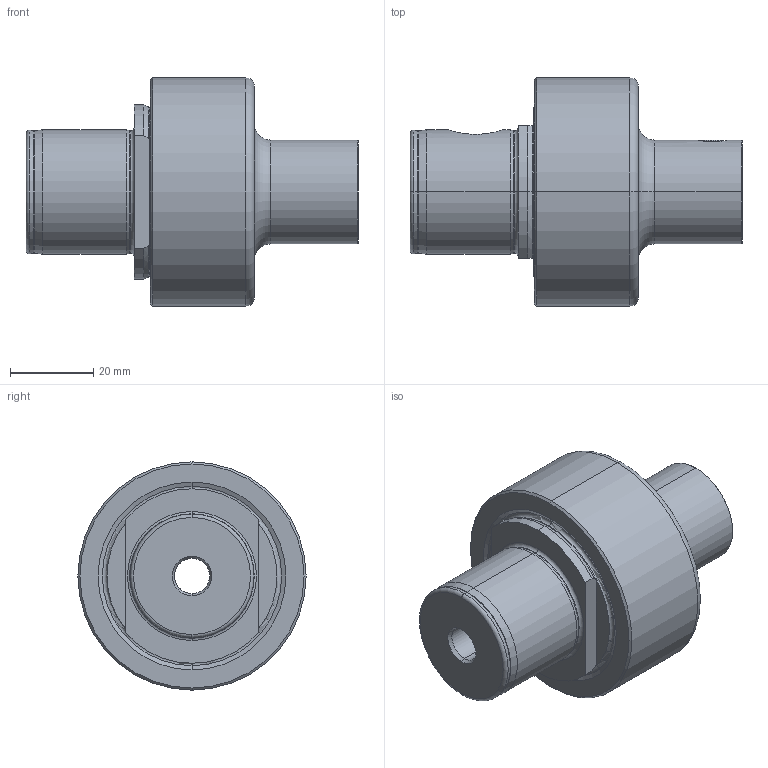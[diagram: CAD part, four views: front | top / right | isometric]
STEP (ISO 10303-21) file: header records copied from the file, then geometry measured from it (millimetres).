
FILE_DESCRIPTION (( 'STEP AP203' ), '1' );
FILE_NAME ('122.550.251.STEP', '2018-03-13T13:34:44', ( 'SWIAdmin' ), ( 'Hewlett-Packard Company' ), 'SwSTEP 2.0', 'SolidWorks 2017', '' );
FILE_SCHEMA (( 'CONFIG_CONTROL_DESIGN' ));
Length unit declared in the file: millimetre
Products named in the file (3): MB2-ER1.001.008_A; 122.550.251; MB5-MB2.K01.050_C
Assembly tree (2 placements, depth 2):
  122.550.251
    MB5-MB2.K01.050_C
    MB2-ER1.001.008_A
Bounding box: 80 x 55 x 55 mm (x, y, z)
Volume: 87707.7 mm3; surface area: 16378.9 mm2
Topology: 2 solids, 2 shells, 132 faces, 302 edges, 178 vertices
Faces by surface type: cone 43, cylinder 34, plane 31, torus 24
Entity records: 4408 total; most frequent: CARTESIAN_POINT 1105, DIRECTION 681, ORIENTED_EDGE 600, EDGE_CURVE 300, AXIS2_PLACEMENT_3D 286, VERTEX_POINT 178, CIRCLE 149, EDGE_LOOP 144
